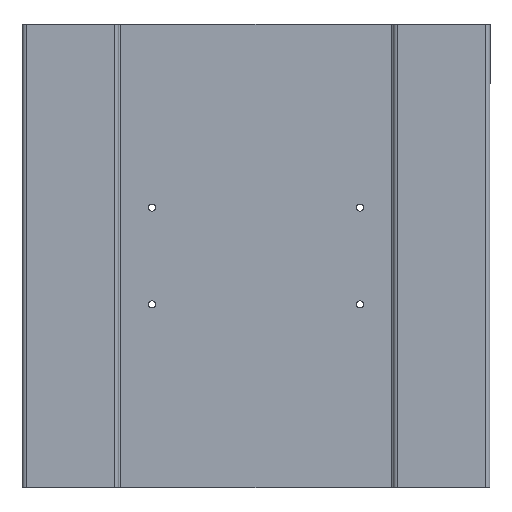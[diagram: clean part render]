
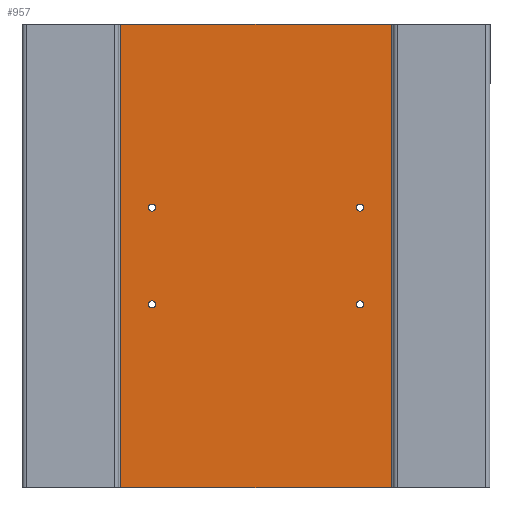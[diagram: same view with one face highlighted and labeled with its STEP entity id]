
A CAD part, front view. The second image highlights one B-rep face of the part: STEP entity #957.
In plain terms, the highlighted planar face has unit normal (0, -1, 0).
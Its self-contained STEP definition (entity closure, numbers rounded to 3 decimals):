
#23=FACE_BOUND('',#199,.T.);
#24=FACE_BOUND('',#200,.T.);
#25=FACE_BOUND('',#201,.T.);
#26=FACE_BOUND('',#202,.T.);
#27=FACE_BOUND('',#203,.T.);
#69=PLANE('',#1062);
#199=EDGE_LOOP('',(#868));
#200=EDGE_LOOP('',(#869));
#201=EDGE_LOOP('',(#870));
#202=EDGE_LOOP('',(#871));
#203=EDGE_LOOP('',(#872,#873,#874,#875));
#280=LINE('',#1589,#368);
#287=LINE('',#1611,#375);
#289=LINE('',#1614,#377);
#291=LINE('',#1618,#379);
#368=VECTOR('',#1317,196.);
#375=VECTOR('',#1344,196.);
#377=VECTOR('',#1348,114.353);
#379=VECTOR('',#1354,114.353);
#388=CIRCLE('',#980,1.5);
#390=CIRCLE('',#983,1.5);
#392=CIRCLE('',#986,1.5);
#394=CIRCLE('',#989,1.5);
#444=VERTEX_POINT('',#1425);
#446=VERTEX_POINT('',#1430);
#448=VERTEX_POINT('',#1435);
#450=VERTEX_POINT('',#1440);
#485=VERTEX_POINT('',#1580);
#486=VERTEX_POINT('',#1584);
#490=VERTEX_POINT('',#1602);
#491=VERTEX_POINT('',#1606);
#524=EDGE_CURVE('',#444,#444,#388,.T.);
#526=EDGE_CURVE('',#446,#446,#390,.T.);
#528=EDGE_CURVE('',#448,#448,#392,.T.);
#530=EDGE_CURVE('',#450,#450,#394,.T.);
#604=EDGE_CURVE('',#485,#486,#280,.T.);
#615=EDGE_CURVE('',#490,#491,#287,.T.);
#617=EDGE_CURVE('',#490,#486,#289,.T.);
#619=EDGE_CURVE('',#485,#491,#291,.T.);
#868=ORIENTED_EDGE('',*,*,#524,.T.);
#869=ORIENTED_EDGE('',*,*,#526,.T.);
#870=ORIENTED_EDGE('',*,*,#528,.T.);
#871=ORIENTED_EDGE('',*,*,#530,.T.);
#872=ORIENTED_EDGE('',*,*,#604,.T.);
#873=ORIENTED_EDGE('',*,*,#617,.F.);
#874=ORIENTED_EDGE('',*,*,#615,.T.);
#875=ORIENTED_EDGE('',*,*,#619,.F.);
#957=ADVANCED_FACE('',(#23,#24,#25,#26,#27),#69,.F.);
#980=AXIS2_PLACEMENT_3D('',#1426,#1127,#1128);
#983=AXIS2_PLACEMENT_3D('',#1431,#1133,#1134);
#986=AXIS2_PLACEMENT_3D('',#1436,#1139,#1140);
#989=AXIS2_PLACEMENT_3D('',#1441,#1145,#1146);
#1062=AXIS2_PLACEMENT_3D('',#1619,#1355,#1356);
#1127=DIRECTION('center_axis',(0.,1.,0.));
#1128=DIRECTION('ref_axis',(-1.,0.,0.));
#1133=DIRECTION('center_axis',(0.,1.,0.));
#1134=DIRECTION('ref_axis',(-1.,0.,0.));
#1139=DIRECTION('center_axis',(0.,1.,0.));
#1140=DIRECTION('ref_axis',(-1.,0.,0.));
#1145=DIRECTION('center_axis',(0.,1.,0.));
#1146=DIRECTION('ref_axis',(-1.,0.,0.));
#1317=DIRECTION('',(0.,0.,-1.));
#1344=DIRECTION('',(0.,0.,1.));
#1348=DIRECTION('',(-1.,0.,0.));
#1354=DIRECTION('',(1.,0.,0.));
#1355=DIRECTION('center_axis',(0.,1.,0.));
#1356=DIRECTION('ref_axis',(0.,0.,1.));
#1425=CARTESIAN_POINT('',(45.5,0.,20.5));
#1426=CARTESIAN_POINT('Origin',(44.,0.,20.5));
#1430=CARTESIAN_POINT('',(45.5,0.,-20.5));
#1431=CARTESIAN_POINT('Origin',(44.,0.,-20.5));
#1435=CARTESIAN_POINT('',(-42.5,0.,20.5));
#1436=CARTESIAN_POINT('Origin',(-44.,0.,20.5));
#1440=CARTESIAN_POINT('',(-42.5,0.,-20.5));
#1441=CARTESIAN_POINT('Origin',(-44.,0.,-20.5));
#1580=CARTESIAN_POINT('',(-57.176,0.,98.));
#1584=CARTESIAN_POINT('',(-57.176,0.,-98.));
#1589=CARTESIAN_POINT('',(-57.176,0.,-49.));
#1602=CARTESIAN_POINT('',(57.176,0.,-98.));
#1606=CARTESIAN_POINT('',(57.176,0.,98.));
#1611=CARTESIAN_POINT('',(57.176,0.,49.));
#1614=CARTESIAN_POINT('',(59.,0.,-98.));
#1618=CARTESIAN_POINT('',(-59.,0.,98.));
#1619=CARTESIAN_POINT('Origin',(0.,0.,0.));
